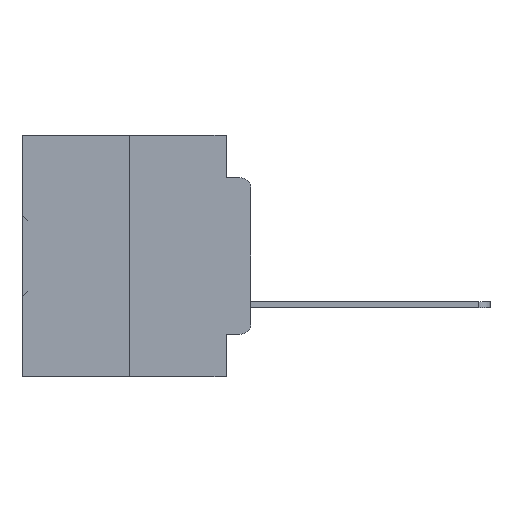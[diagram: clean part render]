
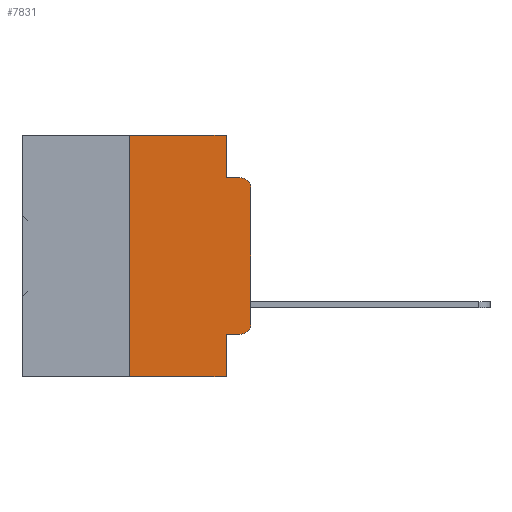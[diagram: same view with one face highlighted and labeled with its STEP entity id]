
A CAD part, left-side view. The second image highlights one B-rep face of the part: STEP entity #7831.
In plain terms, the highlighted planar face has unit normal (-1, 0, 0).
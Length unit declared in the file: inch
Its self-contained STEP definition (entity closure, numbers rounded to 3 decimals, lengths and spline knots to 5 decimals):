
#102 = CARTESIAN_POINT ( 'NONE',  ( 0., 0.051, 0. ) ) ;
#198 = CARTESIAN_POINT ( 'NONE',  ( 0., 0.25, 0. ) ) ;
#509 = CARTESIAN_POINT ( 'NONE',  ( 0., 0., -0.3915 ) ) ;
#1686 = VERTEX_POINT ( 'NONE', #22802 ) ;
#1868 = VECTOR ( 'NONE', #13514, 39.37008 ) ;
#1925 = EDGE_CURVE ( 'NONE', #12895, #32353, #20400, .T. ) ;
#2076 = CARTESIAN_POINT ( 'NONE',  ( 0., 0.051, 0. ) ) ;
#2701 = ORIENTED_EDGE ( 'NONE', *, *, #3981, .T. ) ;
#2726 = VECTOR ( 'NONE', #12570, 39.37008 ) ;
#3325 = CARTESIAN_POINT ( 'NONE',  ( 0., 0.473, 0. ) ) ;
#3826 = CARTESIAN_POINT ( 'NONE',  ( 0., 0.02, -0.4115 ) ) ;
#3981 = EDGE_CURVE ( 'NONE', #11076, #12895, #17139, .T. ) ;
#4259 = CARTESIAN_POINT ( 'NONE',  ( 0., 0., -0.1085 ) ) ;
#5118 = CARTESIAN_POINT ( 'NONE',  ( 0., 0.051, -0.4115 ) ) ;
#5453 = VECTOR ( 'NONE', #7769, 39.37008 ) ;
#6034 = EDGE_CURVE ( 'NONE', #11076, #12184, #7945, .T. ) ;
#6390 = DIRECTION ( 'NONE',  ( 0., 0., -1. ) ) ;
#6969 = VECTOR ( 'NONE', #14627, 39.37008 ) ;
#7338 = DIRECTION ( 'NONE',  ( -1., 0., 0. ) ) ;
#7769 = DIRECTION ( 'NONE',  ( 0., 0., 1. ) ) ;
#7831 = ADVANCED_FACE ( 'NONE', ( #36037 ), #21576, .F. ) ;
#7942 = DIRECTION ( 'NONE',  ( 0., -1., 0. ) ) ;
#7945 = LINE ( 'NONE', #37131, #29581 ) ;
#7985 = ORIENTED_EDGE ( 'NONE', *, *, #26071, .F. ) ;
#8222 = CARTESIAN_POINT ( 'NONE',  ( 0., 0.051, -0.4115 ) ) ;
#8670 = CARTESIAN_POINT ( 'NONE',  ( 0., 0.473, -0.5 ) ) ;
#9698 = DIRECTION ( 'NONE',  ( 0., -1., 0. ) ) ;
#10338 = VERTEX_POINT ( 'NONE', #11258 ) ;
#10483 = CARTESIAN_POINT ( 'NONE',  ( 0., 0.25, 0. ) ) ;
#10515 = VERTEX_POINT ( 'NONE', #32269 ) ;
#10887 = DIRECTION ( 'NONE',  ( 0., 0., -1. ) ) ;
#11076 = VERTEX_POINT ( 'NONE', #5118 ) ;
#11258 = CARTESIAN_POINT ( 'NONE',  ( 0., 0.25, -0.5 ) ) ;
#12140 = AXIS2_PLACEMENT_3D ( 'NONE', #3325, #24436, #6390 ) ;
#12184 = VERTEX_POINT ( 'NONE', #24585 ) ;
#12410 = CARTESIAN_POINT ( 'NONE',  ( 0., 0.02, -0.3915 ) ) ;
#12570 = DIRECTION ( 'NONE',  ( 0., 0., -1. ) ) ;
#12895 = VERTEX_POINT ( 'NONE', #3826 ) ;
#13285 = EDGE_CURVE ( 'NONE', #10338, #12184, #32167, .T. ) ;
#13514 = DIRECTION ( 'NONE',  ( 0., 0., 1. ) ) ;
#13531 = AXIS2_PLACEMENT_3D ( 'NONE', #12410, #27224, #10887 ) ;
#14627 = DIRECTION ( 'NONE',  ( 0., -1., 0. ) ) ;
#15800 = ORIENTED_EDGE ( 'NONE', *, *, #35425, .T. ) ;
#16523 = ORIENTED_EDGE ( 'NONE', *, *, #20370, .F. ) ;
#17139 = LINE ( 'NONE', #8222, #24092 ) ;
#19010 = LINE ( 'NONE', #102, #2726 ) ;
#19914 = CARTESIAN_POINT ( 'NONE',  ( 0., 0., 0. ) ) ;
#20329 = LINE ( 'NONE', #27307, #27803 ) ;
#20370 = EDGE_CURVE ( 'NONE', #10338, #28646, #25850, .T. ) ;
#20400 = CIRCLE ( 'NONE', #13531, 0.02 ) ;
#21576 = PLANE ( 'NONE',  #12140 ) ;
#21732 = DIRECTION ( 'NONE',  ( 0., -1., 0. ) ) ;
#22052 = DIRECTION ( 'NONE',  ( 0., 0., -1. ) ) ;
#22157 = VECTOR ( 'NONE', #21732, 39.37008 ) ;
#22802 = CARTESIAN_POINT ( 'NONE',  ( 0., 0.02, -0.0885 ) ) ;
#23967 = VERTEX_POINT ( 'NONE', #2076 ) ;
#24092 = VECTOR ( 'NONE', #7942, 39.37008 ) ;
#24240 = EDGE_CURVE ( 'NONE', #23967, #10515, #19010, .T. ) ;
#24436 = DIRECTION ( 'NONE',  ( 1., 0., 0. ) ) ;
#24585 = CARTESIAN_POINT ( 'NONE',  ( 0., 0.051, -0.5 ) ) ;
#25263 = CARTESIAN_POINT ( 'NONE',  ( 0., 0.02, -0.1085 ) ) ;
#25850 = LINE ( 'NONE', #10483, #1868 ) ;
#26071 = EDGE_CURVE ( 'NONE', #10515, #1686, #20329, .T. ) ;
#26124 = ORIENTED_EDGE ( 'NONE', *, *, #13285, .T. ) ;
#26544 = ORIENTED_EDGE ( 'NONE', *, *, #24240, .F. ) ;
#26650 = EDGE_LOOP ( 'NONE', ( #15800, #26821, #7985, #26544, #36555, #16523, #26124, #33102, #2701, #27421 ) ) ;
#26821 = ORIENTED_EDGE ( 'NONE', *, *, #33524, .T. ) ;
#27224 = DIRECTION ( 'NONE',  ( -1., 0., 0. ) ) ;
#27307 = CARTESIAN_POINT ( 'NONE',  ( 0., 0.051, -0.0885 ) ) ;
#27421 = ORIENTED_EDGE ( 'NONE', *, *, #1925, .T. ) ;
#27691 = LINE ( 'NONE', #19914, #5453 ) ;
#27803 = VECTOR ( 'NONE', #9698, 39.37008 ) ;
#28018 = DIRECTION ( 'NONE',  ( 0., 0., -1. ) ) ;
#28646 = VERTEX_POINT ( 'NONE', #198 ) ;
#29581 = VECTOR ( 'NONE', #22052, 39.37008 ) ;
#32167 = LINE ( 'NONE', #8670, #6969 ) ;
#32269 = CARTESIAN_POINT ( 'NONE',  ( 0., 0.051, -0.0885 ) ) ;
#32353 = VERTEX_POINT ( 'NONE', #509 ) ;
#32556 = CARTESIAN_POINT ( 'NONE',  ( 0., 0.473, 0. ) ) ;
#32847 = AXIS2_PLACEMENT_3D ( 'NONE', #25263, #7338, #28018 ) ;
#33102 = ORIENTED_EDGE ( 'NONE', *, *, #6034, .F. ) ;
#33524 = EDGE_CURVE ( 'NONE', #37312, #1686, #37002, .T. ) ;
#34286 = EDGE_CURVE ( 'NONE', #28646, #23967, #37779, .T. ) ;
#35425 = EDGE_CURVE ( 'NONE', #32353, #37312, #27691, .T. ) ;
#36037 = FACE_OUTER_BOUND ( 'NONE', #26650, .T. ) ;
#36555 = ORIENTED_EDGE ( 'NONE', *, *, #34286, .F. ) ;
#37002 = CIRCLE ( 'NONE', #32847, 0.02 ) ;
#37131 = CARTESIAN_POINT ( 'NONE',  ( 0., 0.051, 0. ) ) ;
#37312 = VERTEX_POINT ( 'NONE', #4259 ) ;
#37779 = LINE ( 'NONE', #32556, #22157 ) ;
